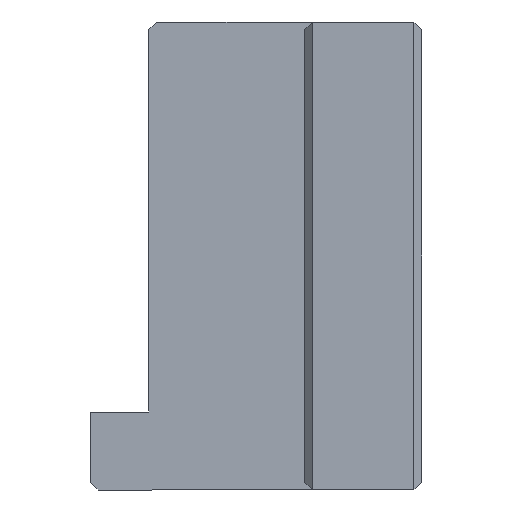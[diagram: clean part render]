
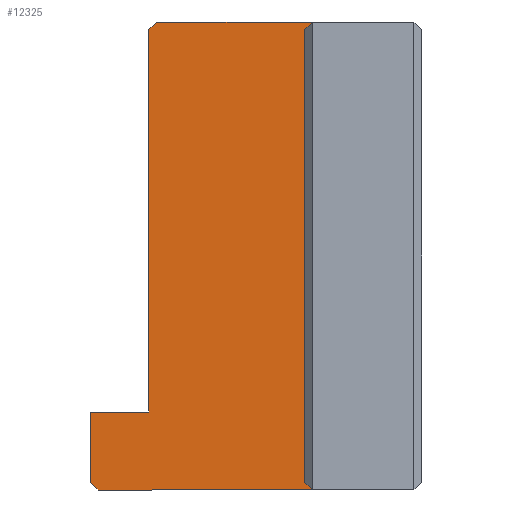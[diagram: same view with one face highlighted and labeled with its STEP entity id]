
A CAD part, left-side view. The second image highlights one B-rep face of the part: STEP entity #12325.
In plain terms, the highlighted planar face has unit normal (-1, 0, 0).
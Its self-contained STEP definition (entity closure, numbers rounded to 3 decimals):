
#155 = EDGE_CURVE ( 'NONE', #8222, #6772, #6420, .T. ) ;
#161 = CARTESIAN_POINT ( 'NONE',  ( -101.6, 8.89, 14.986 ) ) ;
#396 = ORIENTED_EDGE ( 'NONE', *, *, #4393, .T. ) ;
#488 = DIRECTION ( 'NONE',  ( 1., 0., 0. ) ) ;
#490 = LINE ( 'NONE', #9050, #13338 ) ;
#812 = CARTESIAN_POINT ( 'NONE',  ( -101.6, 10.541, 0. ) ) ;
#883 = LINE ( 'NONE', #3001, #13738 ) ;
#1103 = ORIENTED_EDGE ( 'NONE', *, *, #8962, .T. ) ;
#1962 = EDGE_CURVE ( 'NONE', #7789, #12263, #9922, .T. ) ;
#2009 = EDGE_CURVE ( 'NONE', #4288, #2428, #490, .T. ) ;
#2053 = DIRECTION ( 'NONE',  ( 0., 0.707, -0.707 ) ) ;
#2428 = VERTEX_POINT ( 'NONE', #812 ) ;
#2437 = LINE ( 'NONE', #16069, #8713 ) ;
#2706 = DIRECTION ( 'NONE',  ( 0., 0., -1. ) ) ;
#2738 = EDGE_CURVE ( 'NONE', #9192, #12848, #14893, .T. ) ;
#2970 = PLANE ( 'NONE',  #5958 ) ;
#3001 = CARTESIAN_POINT ( 'NONE',  ( -101.6, 3.683, 0.127 ) ) ;
#3116 = DIRECTION ( 'NONE',  ( 0., 0.707, 0.707 ) ) ;
#3351 = VECTOR ( 'NONE', #14605, 1000. ) ;
#3497 = VERTEX_POINT ( 'NONE', #9610 ) ;
#3698 = ORIENTED_EDGE ( 'NONE', *, *, #7080, .T. ) ;
#3713 = CARTESIAN_POINT ( 'NONE',  ( -101.6, 3.556, 15.24 ) ) ;
#3880 = DIRECTION ( 'NONE',  ( 0., 0., -1. ) ) ;
#4241 = FACE_OUTER_BOUND ( 'NONE', #4544, .T. ) ;
#4288 = VERTEX_POINT ( 'NONE', #13822 ) ;
#4393 = EDGE_CURVE ( 'NONE', #13828, #3497, #2437, .T. ) ;
#4544 = EDGE_LOOP ( 'NONE', ( #15990, #14345, #15561, #7012, #5379, #3698, #396, #1103, #8386, #8071 ) ) ;
#4576 = CARTESIAN_POINT ( 'NONE',  ( -101.6, 8.89, 14.986 ) ) ;
#4921 = LINE ( 'NONE', #11641, #11159 ) ;
#5003 = VECTOR ( 'NONE', #3880, 1000. ) ;
#5379 = ORIENTED_EDGE ( 'NONE', *, *, #2738, .F. ) ;
#5958 = AXIS2_PLACEMENT_3D ( 'NONE', #8008, #488, #9256 ) ;
#6420 = LINE ( 'NONE', #13527, #9737 ) ;
#6772 = VERTEX_POINT ( 'NONE', #11296 ) ;
#7000 = LINE ( 'NONE', #9766, #13171 ) ;
#7012 = ORIENTED_EDGE ( 'NONE', *, *, #12921, .T. ) ;
#7080 = EDGE_CURVE ( 'NONE', #9192, #13828, #12852, .T. ) ;
#7655 = CARTESIAN_POINT ( 'NONE',  ( -101.6, 3.81, 0. ) ) ;
#7736 = CARTESIAN_POINT ( 'NONE',  ( -101.6, 8.89, 15.24 ) ) ;
#7789 = VERTEX_POINT ( 'NONE', #161 ) ;
#7898 = CARTESIAN_POINT ( 'NONE',  ( -101.6, 8.89, 2.54 ) ) ;
#8008 = CARTESIAN_POINT ( 'NONE',  ( -101.6, 3.81, 0. ) ) ;
#8071 = ORIENTED_EDGE ( 'NONE', *, *, #14985, .T. ) ;
#8222 = VERTEX_POINT ( 'NONE', #14085 ) ;
#8386 = ORIENTED_EDGE ( 'NONE', *, *, #1962, .T. ) ;
#8600 = LINE ( 'NONE', #4576, #14394 ) ;
#8713 = VECTOR ( 'NONE', #15960, 1000. ) ;
#8962 = EDGE_CURVE ( 'NONE', #3497, #7789, #8600, .T. ) ;
#9050 = CARTESIAN_POINT ( 'NONE',  ( -101.6, 3.81, 0. ) ) ;
#9155 = DIRECTION ( 'NONE',  ( 0., 1., 0. ) ) ;
#9192 = VERTEX_POINT ( 'NONE', #15150 ) ;
#9256 = DIRECTION ( 'NONE',  ( 0., 0., -1. ) ) ;
#9610 = CARTESIAN_POINT ( 'NONE',  ( -101.6, 8.636, 15.24 ) ) ;
#9737 = VECTOR ( 'NONE', #13438, 1000. ) ;
#9766 = CARTESIAN_POINT ( 'NONE',  ( -101.6, 8.89, 2.54 ) ) ;
#9922 = LINE ( 'NONE', #7736, #13153 ) ;
#10435 = CARTESIAN_POINT ( 'NONE',  ( -101.6, 3.81, 0.254 ) ) ;
#11009 = CARTESIAN_POINT ( 'NONE',  ( -101.6, 11.303, 7.493 ) ) ;
#11159 = VECTOR ( 'NONE', #12873, 1000. ) ;
#11296 = CARTESIAN_POINT ( 'NONE',  ( -101.6, 10.795, 0.254 ) ) ;
#11581 = EDGE_CURVE ( 'NONE', #6772, #2428, #4921, .T. ) ;
#11641 = CARTESIAN_POINT ( 'NONE',  ( -101.6, 10.541, 0. ) ) ;
#12263 = VERTEX_POINT ( 'NONE', #7898 ) ;
#12325 = ADVANCED_FACE ( 'NONE', ( #4241 ), #2970, .F. ) ;
#12848 = VERTEX_POINT ( 'NONE', #10435 ) ;
#12852 = LINE ( 'NONE', #11009, #3351 ) ;
#12873 = DIRECTION ( 'NONE',  ( 0., -0.707, -0.707 ) ) ;
#12921 = EDGE_CURVE ( 'NONE', #4288, #12848, #883, .T. ) ;
#13153 = VECTOR ( 'NONE', #2706, 1000. ) ;
#13171 = VECTOR ( 'NONE', #13440, 1000. ) ;
#13338 = VECTOR ( 'NONE', #9155, 1000. ) ;
#13438 = DIRECTION ( 'NONE',  ( 0., 0., -1. ) ) ;
#13440 = DIRECTION ( 'NONE',  ( 0., 1., 0. ) ) ;
#13527 = CARTESIAN_POINT ( 'NONE',  ( -101.6, 10.795, 0. ) ) ;
#13738 = VECTOR ( 'NONE', #3116, 1000. ) ;
#13822 = CARTESIAN_POINT ( 'NONE',  ( -101.6, 3.556, 0. ) ) ;
#13828 = VERTEX_POINT ( 'NONE', #3713 ) ;
#14085 = CARTESIAN_POINT ( 'NONE',  ( -101.6, 10.795, 2.54 ) ) ;
#14345 = ORIENTED_EDGE ( 'NONE', *, *, #11581, .T. ) ;
#14394 = VECTOR ( 'NONE', #2053, 1000. ) ;
#14605 = DIRECTION ( 'NONE',  ( 0., -0.707, 0.707 ) ) ;
#14893 = LINE ( 'NONE', #7655, #5003 ) ;
#14985 = EDGE_CURVE ( 'NONE', #12263, #8222, #7000, .T. ) ;
#15150 = CARTESIAN_POINT ( 'NONE',  ( -101.6, 3.81, 14.986 ) ) ;
#15561 = ORIENTED_EDGE ( 'NONE', *, *, #2009, .F. ) ;
#15960 = DIRECTION ( 'NONE',  ( 0., 1., 0. ) ) ;
#15990 = ORIENTED_EDGE ( 'NONE', *, *, #155, .T. ) ;
#16069 = CARTESIAN_POINT ( 'NONE',  ( -101.6, 3.81, 15.24 ) ) ;
